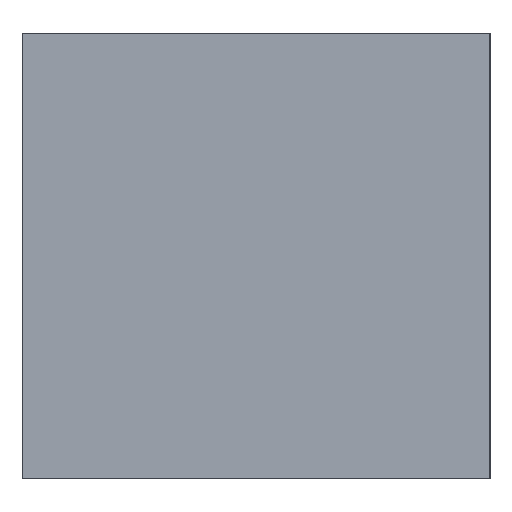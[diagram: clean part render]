
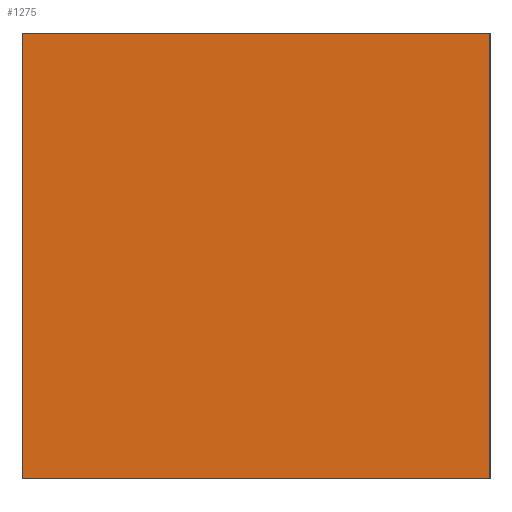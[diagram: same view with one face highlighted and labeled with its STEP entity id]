
A CAD part, left-side view. The second image highlights one B-rep face of the part: STEP entity #1275.
In plain terms, the highlighted planar face has unit normal (-1, 0, 0).
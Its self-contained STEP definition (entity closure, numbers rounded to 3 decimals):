
#12 = VECTOR ( 'NONE', #391, 1000. ) ;
#75 = DIRECTION ( 'NONE',  ( 0., -1., 0. ) ) ;
#79 = DIRECTION ( 'NONE',  ( 0., 0., 1. ) ) ;
#86 = CARTESIAN_POINT ( 'NONE',  ( -2.5, 1.05, 1. ) ) ;
#143 = CARTESIAN_POINT ( 'NONE',  ( -2.5, 1.05, -1. ) ) ;
#261 = VERTEX_POINT ( 'NONE', #924 ) ;
#264 = EDGE_CURVE ( 'NONE', #261, #338, #845, .T. ) ;
#270 = EDGE_CURVE ( 'NONE', #519, #960, #467, .T. ) ;
#276 = VECTOR ( 'NONE', #79, 1000. ) ;
#287 = CARTESIAN_POINT ( 'NONE',  ( -2.5, -1.05, -1. ) ) ;
#338 = VERTEX_POINT ( 'NONE', #1154 ) ;
#391 = DIRECTION ( 'NONE',  ( 0., 0., 1. ) ) ;
#426 = FACE_OUTER_BOUND ( 'NONE', #546, .T. ) ;
#440 = CARTESIAN_POINT ( 'NONE',  ( -2.5, 1.05, 1. ) ) ;
#449 = LINE ( 'NONE', #86, #468 ) ;
#467 = LINE ( 'NONE', #704, #276 ) ;
#468 = VECTOR ( 'NONE', #75, 1000. ) ;
#519 = VERTEX_POINT ( 'NONE', #1068 ) ;
#536 = EDGE_CURVE ( 'NONE', #519, #261, #1208, .T. ) ;
#546 = EDGE_LOOP ( 'NONE', ( #1045, #573, #1346, #931 ) ) ;
#573 = ORIENTED_EDGE ( 'NONE', *, *, #1171, .F. ) ;
#589 = DIRECTION ( 'NONE',  ( 0., 0., -1. ) ) ;
#641 = DIRECTION ( 'NONE',  ( 0., -1., 0. ) ) ;
#704 = CARTESIAN_POINT ( 'NONE',  ( -2.5, 1.05, -1. ) ) ;
#717 = DIRECTION ( 'NONE',  ( 1., 0., 0. ) ) ;
#845 = LINE ( 'NONE', #287, #12 ) ;
#861 = VECTOR ( 'NONE', #641, 1000. ) ;
#924 = CARTESIAN_POINT ( 'NONE',  ( -2.5, -1.05, -1. ) ) ;
#931 = ORIENTED_EDGE ( 'NONE', *, *, #536, .T. ) ;
#942 = AXIS2_PLACEMENT_3D ( 'NONE', #1024, #717, #589 ) ;
#960 = VERTEX_POINT ( 'NONE', #440 ) ;
#1024 = CARTESIAN_POINT ( 'NONE',  ( -2.5, 1.05, -1. ) ) ;
#1045 = ORIENTED_EDGE ( 'NONE', *, *, #264, .T. ) ;
#1068 = CARTESIAN_POINT ( 'NONE',  ( -2.5, 1.05, -1. ) ) ;
#1106 = PLANE ( 'NONE',  #942 ) ;
#1154 = CARTESIAN_POINT ( 'NONE',  ( -2.5, -1.05, 1. ) ) ;
#1171 = EDGE_CURVE ( 'NONE', #960, #338, #449, .T. ) ;
#1208 = LINE ( 'NONE', #143, #861 ) ;
#1275 = ADVANCED_FACE ( 'NONE', ( #426 ), #1106, .F. ) ;
#1346 = ORIENTED_EDGE ( 'NONE', *, *, #270, .F. ) ;
